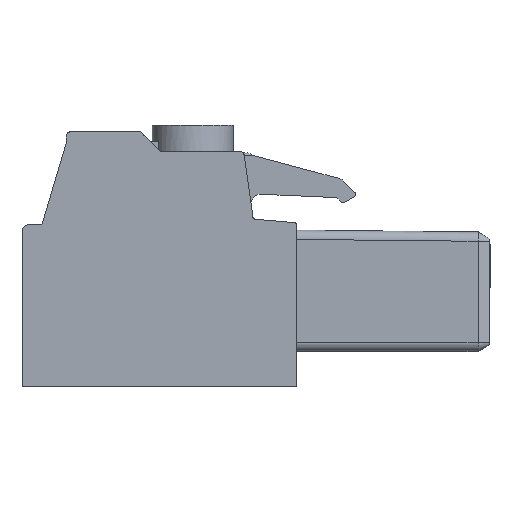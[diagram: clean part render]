
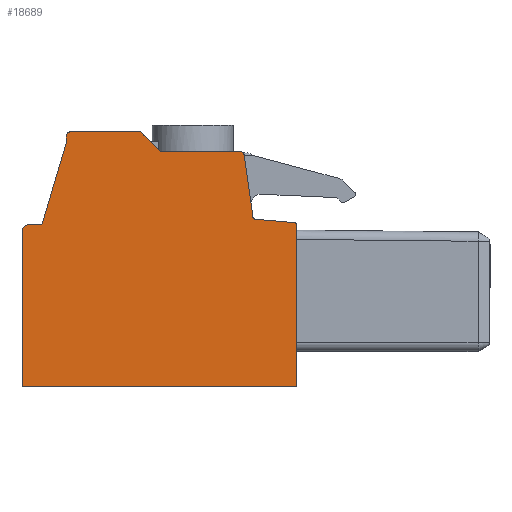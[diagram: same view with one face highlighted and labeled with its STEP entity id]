
A CAD part, left-side view. The second image highlights one B-rep face of the part: STEP entity #18689.
In plain terms, the highlighted face is planar.
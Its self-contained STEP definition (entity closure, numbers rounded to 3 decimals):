
#478=PLANE('',#19598);
#845=CIRCLE('',#19599,0.5);
#846=CIRCLE('',#19600,0.15);
#847=CIRCLE('',#19601,0.2);
#848=CIRCLE('',#19602,0.3);
#849=CIRCLE('',#19603,0.3);
#3817=ORIENTED_EDGE('',*,*,#6459,.T.);
#3818=ORIENTED_EDGE('',*,*,#6460,.F.);
#3819=ORIENTED_EDGE('',*,*,#6461,.F.);
#3820=ORIENTED_EDGE('',*,*,#6462,.T.);
#3821=ORIENTED_EDGE('',*,*,#6463,.F.);
#3822=ORIENTED_EDGE('',*,*,#6464,.T.);
#3823=ORIENTED_EDGE('',*,*,#6465,.T.);
#3824=ORIENTED_EDGE('',*,*,#6466,.T.);
#3825=ORIENTED_EDGE('',*,*,#6467,.T.);
#3826=ORIENTED_EDGE('',*,*,#6468,.F.);
#3827=ORIENTED_EDGE('',*,*,#6469,.F.);
#3828=ORIENTED_EDGE('',*,*,#6470,.F.);
#3829=ORIENTED_EDGE('',*,*,#6471,.F.);
#3830=ORIENTED_EDGE('',*,*,#6472,.F.);
#3831=ORIENTED_EDGE('',*,*,#6473,.T.);
#3832=ORIENTED_EDGE('',*,*,#6474,.T.);
#6459=EDGE_CURVE('',#8009,#8010,#9626,.T.);
#6460=EDGE_CURVE('',#8011,#8010,#9627,.T.);
#6461=EDGE_CURVE('',#8012,#8011,#845,.T.);
#6462=EDGE_CURVE('',#8012,#8013,#9628,.T.);
#6463=EDGE_CURVE('',#8014,#8013,#9629,.T.);
#6464=EDGE_CURVE('',#8014,#8015,#9630,.T.);
#6465=EDGE_CURVE('',#8015,#8016,#846,.T.);
#6466=EDGE_CURVE('',#8016,#8017,#9631,.T.);
#6467=EDGE_CURVE('',#8017,#8018,#847,.T.);
#6468=EDGE_CURVE('',#8019,#8018,#9632,.T.);
#6469=EDGE_CURVE('',#8020,#8019,#848,.T.);
#6470=EDGE_CURVE('',#8021,#8020,#9633,.T.);
#6471=EDGE_CURVE('',#8022,#8021,#9634,.T.);
#6472=EDGE_CURVE('',#8023,#8022,#9635,.T.);
#6473=EDGE_CURVE('',#8023,#8024,#849,.T.);
#6474=EDGE_CURVE('',#8024,#8009,#9636,.T.);
#8009=VERTEX_POINT('',#27176);
#8010=VERTEX_POINT('',#27177);
#8011=VERTEX_POINT('',#27179);
#8012=VERTEX_POINT('',#27181);
#8013=VERTEX_POINT('',#27183);
#8014=VERTEX_POINT('',#27185);
#8015=VERTEX_POINT('',#27187);
#8016=VERTEX_POINT('',#27189);
#8017=VERTEX_POINT('',#27191);
#8018=VERTEX_POINT('',#27193);
#8019=VERTEX_POINT('',#27195);
#8020=VERTEX_POINT('',#27197);
#8021=VERTEX_POINT('',#27199);
#8022=VERTEX_POINT('',#27201);
#8023=VERTEX_POINT('',#27203);
#8024=VERTEX_POINT('',#27205);
#9626=LINE('',#27175,#11348);
#9627=LINE('',#27178,#11349);
#9628=LINE('',#27182,#11350);
#9629=LINE('',#27184,#11351);
#9630=LINE('',#27186,#11352);
#9631=LINE('',#27190,#11353);
#9632=LINE('',#27194,#11354);
#9633=LINE('',#27198,#11355);
#9634=LINE('',#27200,#11356);
#9635=LINE('',#27202,#11357);
#9636=LINE('',#27206,#11358);
#11348=VECTOR('',#22506,1000.);
#11349=VECTOR('',#22507,1000.);
#11350=VECTOR('',#22510,1000.);
#11351=VECTOR('',#22511,1000.);
#11352=VECTOR('',#22512,1000.);
#11353=VECTOR('',#22515,1000.);
#11354=VECTOR('',#22518,1000.);
#11355=VECTOR('',#22521,1000.);
#11356=VECTOR('',#22522,1000.);
#11357=VECTOR('',#22523,1000.);
#11358=VECTOR('',#22526,1000.);
#12336=EDGE_LOOP('',(#3817,#3818,#3819,#3820,#3821,#3822,#3823,#3824,#3825,
#3826,#3827,#3828,#3829,#3830,#3831,#3832));
#13028=FACE_BOUND('',#12336,.T.);
#18689=ADVANCED_FACE('',(#13028),#478,.F.);
#19598=AXIS2_PLACEMENT_3D('',#27174,#22504,#22505);
#19599=AXIS2_PLACEMENT_3D('',#27180,#22508,#22509);
#19600=AXIS2_PLACEMENT_3D('',#27188,#22513,#22514);
#19601=AXIS2_PLACEMENT_3D('',#27192,#22516,#22517);
#19602=AXIS2_PLACEMENT_3D('',#27196,#22519,#22520);
#19603=AXIS2_PLACEMENT_3D('',#27204,#22524,#22525);
#22504=DIRECTION('',(0.,0.,-1.));
#22505=DIRECTION('',(-1.,0.,0.));
#22506=DIRECTION('',(0.286,0.958,0.));
#22507=DIRECTION('',(-1.,0.,0.));
#22508=DIRECTION('',(0.,0.,-1.));
#22509=DIRECTION('',(0.,1.,0.));
#22510=DIRECTION('',(0.,1.,0.));
#22511=DIRECTION('',(1.,0.,0.));
#22512=DIRECTION('',(0.,-1.,0.));
#22513=DIRECTION('',(0.,0.,1.));
#22514=DIRECTION('',(0.,-1.,0.));
#22515=DIRECTION('',(0.996,-0.087,0.));
#22516=DIRECTION('',(0.,0.,-1.));
#22517=DIRECTION('',(0.,1.,0.));
#22518=DIRECTION('',(-0.139,0.99,0.));
#22519=DIRECTION('',(0.,0.,-1.));
#22520=DIRECTION('',(0.,1.,0.));
#22521=DIRECTION('',(-1.,0.,0.));
#22522=DIRECTION('',(-0.707,0.707,0.));
#22523=DIRECTION('',(-1.,0.,0.));
#22524=DIRECTION('',(0.,0.,1.));
#22525=DIRECTION('',(0.,-1.,0.));
#22526=DIRECTION('',(0.,1.,0.));
#27174=CARTESIAN_POINT('',(83.057,30.859,57.48));
#27175=CARTESIAN_POINT('',(101.492,33.75,57.48));
#27176=CARTESIAN_POINT('',(98.15,22.55,57.48));
#27177=CARTESIAN_POINT('',(100.,28.75,57.48));
#27178=CARTESIAN_POINT('',(66.25,28.75,57.48));
#27179=CARTESIAN_POINT('',(101.,28.75,57.48));
#27180=CARTESIAN_POINT('',(101.,29.25,57.48));
#27181=CARTESIAN_POINT('',(101.5,29.25,57.48));
#27182=CARTESIAN_POINT('',(101.5,33.75,57.48));
#27183=CARTESIAN_POINT('',(101.5,40.95,57.48));
#27184=CARTESIAN_POINT('',(66.25,40.95,57.48));
#27185=CARTESIAN_POINT('',(80.85,40.95,57.48));
#27186=CARTESIAN_POINT('',(80.85,33.75,57.48));
#27187=CARTESIAN_POINT('',(80.85,28.737,57.48));
#27188=CARTESIAN_POINT('',(81.,28.737,57.48));
#27189=CARTESIAN_POINT('',(80.987,28.588,57.48));
#27190=CARTESIAN_POINT('',(66.25,29.877,57.48));
#27191=CARTESIAN_POINT('',(83.929,28.331,57.48));
#27192=CARTESIAN_POINT('',(83.912,28.131,57.48));
#27193=CARTESIAN_POINT('',(84.11,28.159,57.48));
#27194=CARTESIAN_POINT('',(83.324,33.75,57.48));
#27195=CARTESIAN_POINT('',(84.764,23.508,57.48));
#27196=CARTESIAN_POINT('',(85.061,23.55,57.48));
#27197=CARTESIAN_POINT('',(85.061,23.25,57.48));
#27198=CARTESIAN_POINT('',(66.25,23.25,57.48));
#27199=CARTESIAN_POINT('',(91.05,23.25,57.48));
#27200=CARTESIAN_POINT('',(66.25,48.05,57.48));
#27201=CARTESIAN_POINT('',(92.55,21.75,57.48));
#27202=CARTESIAN_POINT('',(66.25,21.75,57.48));
#27203=CARTESIAN_POINT('',(97.85,21.75,57.48));
#27204=CARTESIAN_POINT('',(97.85,22.05,57.48));
#27205=CARTESIAN_POINT('',(98.15,22.05,57.48));
#27206=CARTESIAN_POINT('',(98.15,33.75,57.48));
